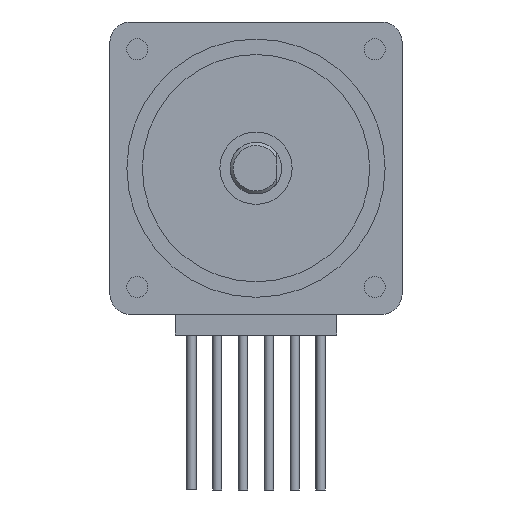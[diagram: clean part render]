
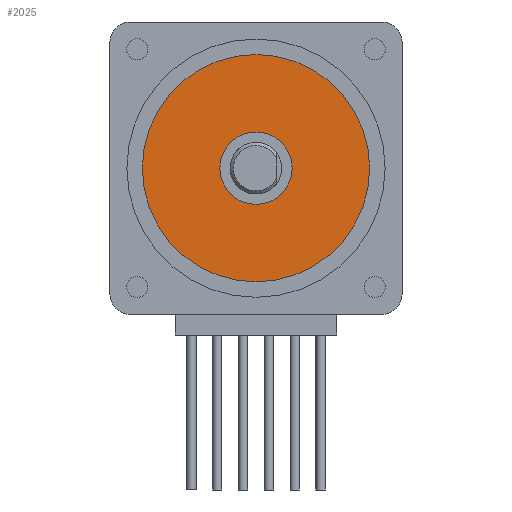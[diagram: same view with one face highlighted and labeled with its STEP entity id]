
A CAD part, front view. The second image highlights one B-rep face of the part: STEP entity #2025.
In plain terms, the highlighted planar face has unit normal (0, -1, 0).
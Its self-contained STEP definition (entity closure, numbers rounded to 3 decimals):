
#2025 = ADVANCED_FACE( '', ( #5105, #5106 ), #5107, .F. );
#5105 = FACE_BOUND( '', #9339, .T. );
#5106 = FACE_OUTER_BOUND( '', #9340, .T. );
#5107 = PLANE( '', #9341 );
#9339 = EDGE_LOOP( '', ( #15341 ) );
#9340 = EDGE_LOOP( '', ( #15342 ) );
#9341 = AXIS2_PLACEMENT_3D( '', #15343, #15344, #15345 );
#15341 = ORIENTED_EDGE( '', *, *, #27241, .T. );
#15342 = ORIENTED_EDGE( '', *, *, #26372, .F. );
#15343 = CARTESIAN_POINT( '', ( 0., -9.5, 0. ) );
#15344 = DIRECTION( '', ( 0., 1., 0. ) );
#15345 = DIRECTION( '', ( 0., 0., 1. ) );
#26372 = EDGE_CURVE( '', #32090, #32090, #32091, .T. );
#27241 = EDGE_CURVE( '', #33592, #33592, #33593, .T. );
#32090 = VERTEX_POINT( '', #40301 );
#32091 = CIRCLE( '', #40302, 11. );
#33592 = VERTEX_POINT( '', #42426 );
#33593 = CIRCLE( '', #42427, 3.5 );
#40301 = CARTESIAN_POINT( '', ( 11., -9.5, 0. ) );
#40302 = AXIS2_PLACEMENT_3D( '', #50025, #50026, #50027 );
#42426 = CARTESIAN_POINT( '', ( 3.5, -9.5, 0. ) );
#42427 = AXIS2_PLACEMENT_3D( '', #51096, #51097, #51098 );
#50025 = CARTESIAN_POINT( '', ( 0., -9.5, 0. ) );
#50026 = DIRECTION( '', ( 0., 1., 0. ) );
#50027 = DIRECTION( '', ( 1., 0., 0. ) );
#51096 = CARTESIAN_POINT( '', ( 0., -9.5, 0. ) );
#51097 = DIRECTION( '', ( 0., 1., 0. ) );
#51098 = DIRECTION( '', ( 1., 0., 0. ) );
